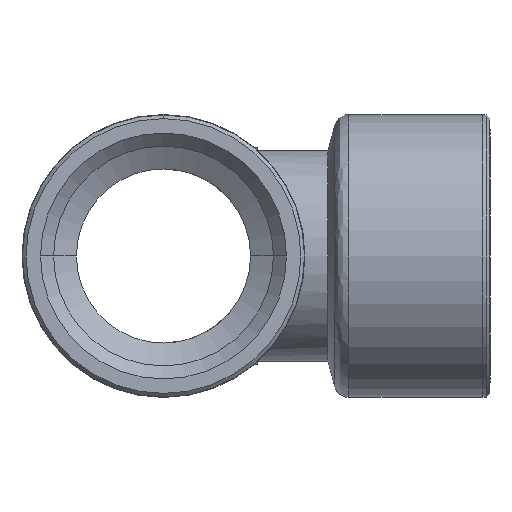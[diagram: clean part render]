
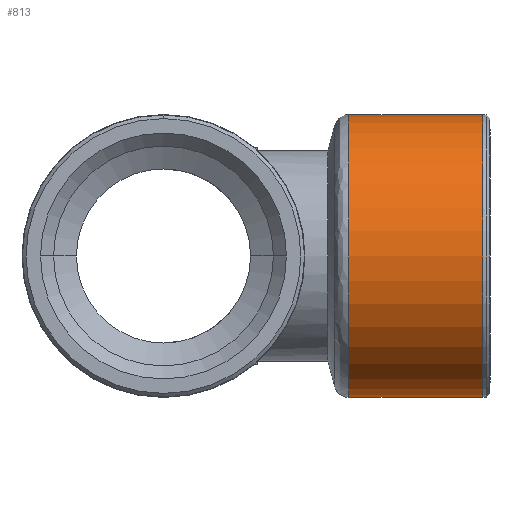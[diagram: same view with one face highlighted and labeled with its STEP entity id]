
A CAD part, left-side view. The second image highlights one B-rep face of the part: STEP entity #813.
In plain terms, the highlighted cylindrical face has radius 19.5 mm (diameter 39 mm), a partial arc.
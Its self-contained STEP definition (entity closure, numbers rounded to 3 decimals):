
#16 = CARTESIAN_POINT ( 'NONE',  ( 237.395, -49.389, -25. ) ) ;
#57 = AXIS2_PLACEMENT_3D ( 'NONE', #1248, #711, #512 ) ;
#211 = CARTESIAN_POINT ( 'NONE',  ( 237.395, -30.923, -44.5 ) ) ;
#213 = EDGE_CURVE ( 'NONE', #1748, #1909, #246, .T. ) ;
#244 = CYLINDRICAL_SURFACE ( 'NONE', #757, 19.5 ) ;
#246 = CIRCLE ( 'NONE', #1012, 19.5 ) ;
#277 = CIRCLE ( 'NONE', #57, 19.5 ) ;
#278 = EDGE_LOOP ( 'NONE', ( #1725, #349, #497, #503 ) ) ;
#349 = ORIENTED_EDGE ( 'NONE', *, *, #213, .F. ) ;
#497 = ORIENTED_EDGE ( 'NONE', *, *, #1686, .T. ) ;
#503 = ORIENTED_EDGE ( 'NONE', *, *, #2153, .T. ) ;
#512 = DIRECTION ( 'NONE',  ( 0., 0., 1. ) ) ;
#552 = DIRECTION ( 'NONE',  ( 0., 0., 1. ) ) ;
#711 = DIRECTION ( 'NONE',  ( 0., -1., 0. ) ) ;
#757 = AXIS2_PLACEMENT_3D ( 'NONE', #16, #1652, #552 ) ;
#813 = ADVANCED_FACE ( 'NONE', ( #1886 ), #244, .T. ) ;
#865 = LINE ( 'NONE', #1816, #1795 ) ;
#907 = VERTEX_POINT ( 'NONE', #211 ) ;
#1012 = AXIS2_PLACEMENT_3D ( 'NONE', #2303, #1932, #1199 ) ;
#1106 = CARTESIAN_POINT ( 'NONE',  ( 237.395, -49.389, -5.5 ) ) ;
#1122 = VERTEX_POINT ( 'NONE', #2137 ) ;
#1199 = DIRECTION ( 'NONE',  ( 1., 0., 0. ) ) ;
#1248 = CARTESIAN_POINT ( 'NONE',  ( 237.395, -30.923, -25. ) ) ;
#1251 = VECTOR ( 'NONE', #1459, 1000. ) ;
#1309 = EDGE_CURVE ( 'NONE', #1909, #907, #2224, .T. ) ;
#1459 = DIRECTION ( 'NONE',  ( 0., 1., 0. ) ) ;
#1652 = DIRECTION ( 'NONE',  ( 0., 1., 0. ) ) ;
#1670 = CARTESIAN_POINT ( 'NONE',  ( 237.395, -49.389, -44.5 ) ) ;
#1686 = EDGE_CURVE ( 'NONE', #1748, #1122, #865, .T. ) ;
#1725 = ORIENTED_EDGE ( 'NONE', *, *, #1309, .F. ) ;
#1748 = VERTEX_POINT ( 'NONE', #1106 ) ;
#1795 = VECTOR ( 'NONE', #1799, 1000. ) ;
#1799 = DIRECTION ( 'NONE',  ( 0., 1., 0. ) ) ;
#1816 = CARTESIAN_POINT ( 'NONE',  ( 237.395, -49.389, -5.5 ) ) ;
#1886 = FACE_OUTER_BOUND ( 'NONE', #278, .T. ) ;
#1909 = VERTEX_POINT ( 'NONE', #1670 ) ;
#1932 = DIRECTION ( 'NONE',  ( 0., -1., 0. ) ) ;
#2137 = CARTESIAN_POINT ( 'NONE',  ( 237.395, -30.923, -5.5 ) ) ;
#2153 = EDGE_CURVE ( 'NONE', #1122, #907, #277, .T. ) ;
#2224 = LINE ( 'NONE', #2374, #1251 ) ;
#2303 = CARTESIAN_POINT ( 'NONE',  ( 237.395, -49.389, -25. ) ) ;
#2374 = CARTESIAN_POINT ( 'NONE',  ( 237.395, -49.389, -44.5 ) ) ;
